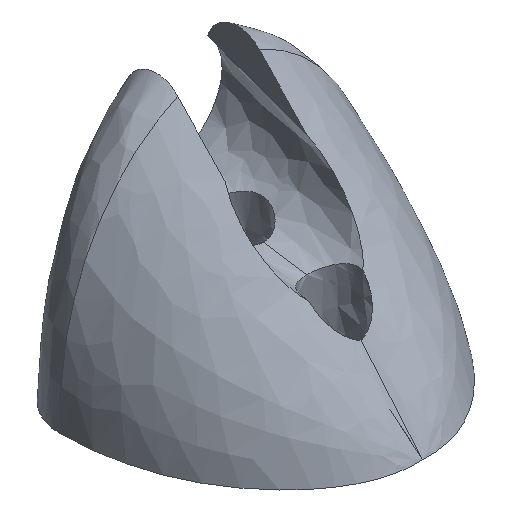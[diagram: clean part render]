
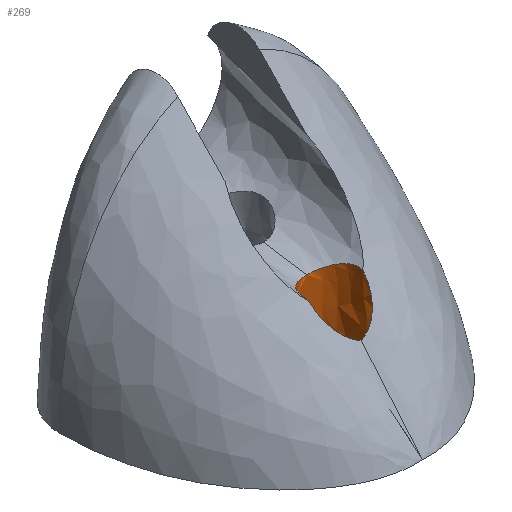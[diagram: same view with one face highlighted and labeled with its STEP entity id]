
A CAD part, isometric view. The second image highlights one B-rep face of the part: STEP entity #269.
In plain terms, the highlighted free-form (B-spline) face has degree [2, 1] with [9, 2] control points.
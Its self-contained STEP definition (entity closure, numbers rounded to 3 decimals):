
#73 = EDGE_CURVE('',#74,#74,#76,.T.);
#74 = VERTEX_POINT('',#75);
#75 = CARTESIAN_POINT('',(0.,34.66,
    6.796));
#76 = ( BOUNDED_CURVE() B_SPLINE_CURVE(2,(#77,#78,#79,#80,#81,#82,#83),
.UNSPECIFIED.,.T.,.F.) B_SPLINE_CURVE_WITH_KNOTS((3,2,2,3),(
    3.142,5.236,7.33,9.425),
.PIECEWISE_BEZIER_KNOTS.) CURVE() GEOMETRIC_REPRESENTATION_ITEM() 
RATIONAL_B_SPLINE_CURVE((1.,0.5,1.,0.5,1.,0.5,1.)) REPRESENTATION_ITEM(
  '') );
#77 = CARTESIAN_POINT('',(0.,34.66,
    6.796));
#78 = CARTESIAN_POINT('',(14.125,34.66,6.796
    ));
#79 = CARTESIAN_POINT('',(7.063,22.427,6.796)
  );
#80 = CARTESIAN_POINT('',(0.,10.194,
    6.796));
#81 = CARTESIAN_POINT('',(-7.063,22.427,6.796)
  );
#82 = CARTESIAN_POINT('',(-14.125,34.66,6.796
    ));
#83 = CARTESIAN_POINT('',(0.,34.66,
    6.796));
#269 = ADVANCED_FACE('',(#270),#351,.F.);
#270 = FACE_BOUND('',#271,.F.);
#271 = EDGE_LOOP('',(#272,#279,#298,#315,#332,#349,#350));
#272 = ORIENTED_EDGE('',*,*,#273,.T.);
#273 = EDGE_CURVE('',#74,#274,#276,.T.);
#274 = VERTEX_POINT('',#275);
#275 = CARTESIAN_POINT('',(0.,34.66,
    30.776));
#276 = B_SPLINE_CURVE_WITH_KNOTS('',1,(#277,#278),.UNSPECIFIED.,.F.,.F.,
  (2,2),(5.,22.643),.PIECEWISE_BEZIER_KNOTS.);
#277 = CARTESIAN_POINT('',(0.,34.66,
    6.796));
#278 = CARTESIAN_POINT('',(0.,34.66,
    30.776));
#279 = ORIENTED_EDGE('',*,*,#280,.F.);
#280 = EDGE_CURVE('',#281,#274,#283,.T.);
#281 = VERTEX_POINT('',#282);
#282 = CARTESIAN_POINT('',(8.137,25.957,
    32.314));
#283 = B_SPLINE_CURVE_WITH_KNOTS('',3,(#284,#285,#286,#287,#288,#289,
    #290,#291,#292,#293,#294,#295,#296,#297),.UNSPECIFIED.,.F.,.F.,(4,2,
    2,2,2,2,4),(0.959,1.055,1.197,
    1.431,1.663,1.811,1.957),
  .UNSPECIFIED.);
#284 = CARTESIAN_POINT('',(8.137,25.957,
    32.314));
#285 = CARTESIAN_POINT('',(8.165,26.381,
    32.394));
#286 = CARTESIAN_POINT('',(8.161,26.808,32.448
    ));
#287 = CARTESIAN_POINT('',(8.065,27.874,32.515
    ));
#288 = CARTESIAN_POINT('',(7.934,28.497,
    32.495));
#289 = CARTESIAN_POINT('',(7.396,30.099,
    32.324));
#290 = CARTESIAN_POINT('',(6.873,31.015,32.1
    ));
#291 = CARTESIAN_POINT('',(5.535,32.58,31.625)
  );
#292 = CARTESIAN_POINT('',(4.726,33.231,
    31.375));
#293 = CARTESIAN_POINT('',(3.227,34.023,
    31.054));
#294 = CARTESIAN_POINT('',(2.604,34.262,
    30.951));
#295 = CARTESIAN_POINT('',(1.316,34.58,30.812
    ));
#296 = CARTESIAN_POINT('',(0.661,34.66,
    30.776));
#297 = CARTESIAN_POINT('',(0.,34.66,
    30.776));
#298 = ORIENTED_EDGE('',*,*,#299,.T.);
#299 = EDGE_CURVE('',#281,#300,#302,.T.);
#300 = VERTEX_POINT('',#301);
#301 = CARTESIAN_POINT('',(0.,18.349,21.868));
#302 = B_SPLINE_CURVE_WITH_KNOTS('',3,(#303,#304,#305,#306,#307,#308,
    #309,#310,#311,#312,#313,#314),.UNSPECIFIED.,.F.,.F.,(4,2,2,2,2,4),(
    0.02,0.259,0.477,0.715,
    1.078,1.267),.UNSPECIFIED.);
#303 = CARTESIAN_POINT('',(8.137,25.957,
    32.314));
#304 = CARTESIAN_POINT('',(8.088,25.238,
    31.502));
#305 = CARTESIAN_POINT('',(7.944,24.519,
    30.692));
#306 = CARTESIAN_POINT('',(7.48,23.187,
    29.175));
#307 = CARTESIAN_POINT('',(7.176,22.567,
    28.462));
#308 = CARTESIAN_POINT('',(6.36,21.342,
    27.013));
#309 = CARTESIAN_POINT('',(5.83,20.743,
    26.281));
#310 = CARTESIAN_POINT('',(4.232,19.422,
    24.524));
#311 = CARTESIAN_POINT('',(3.108,18.868,
    23.633));
#312 = CARTESIAN_POINT('',(1.32,18.432,
    22.521));
#313 = CARTESIAN_POINT('',(0.67,18.349,
    22.171));
#314 = CARTESIAN_POINT('',(0.,18.349,
    21.868));
#315 = ORIENTED_EDGE('',*,*,#316,.F.);
#316 = EDGE_CURVE('',#317,#300,#319,.T.);
#317 = VERTEX_POINT('',#318);
#318 = CARTESIAN_POINT('',(-8.137,25.957,
    32.314));
#319 = B_SPLINE_CURVE_WITH_KNOTS('',3,(#320,#321,#322,#323,#324,#325,
    #326,#327,#328,#329,#330,#331),.UNSPECIFIED.,.F.,.F.,(4,2,2,2,2,4),(
    0.02,0.259,0.477,0.715,
    1.078,1.267),.UNSPECIFIED.);
#320 = CARTESIAN_POINT('',(-8.137,25.957,
    32.314));
#321 = CARTESIAN_POINT('',(-8.088,25.238,
    31.502));
#322 = CARTESIAN_POINT('',(-7.944,24.519,
    30.692));
#323 = CARTESIAN_POINT('',(-7.48,23.187,
    29.175));
#324 = CARTESIAN_POINT('',(-7.176,22.567,
    28.462));
#325 = CARTESIAN_POINT('',(-6.36,21.342,
    27.013));
#326 = CARTESIAN_POINT('',(-5.83,20.743,
    26.281));
#327 = CARTESIAN_POINT('',(-4.232,19.422,
    24.524));
#328 = CARTESIAN_POINT('',(-3.108,18.868,
    23.633));
#329 = CARTESIAN_POINT('',(-1.32,18.432,
    22.521));
#330 = CARTESIAN_POINT('',(-0.67,18.349,
    22.171));
#331 = CARTESIAN_POINT('',(0.,18.349,
    21.868));
#332 = ORIENTED_EDGE('',*,*,#333,.T.);
#333 = EDGE_CURVE('',#317,#274,#334,.T.);
#334 = B_SPLINE_CURVE_WITH_KNOTS('',3,(#335,#336,#337,#338,#339,#340,
    #341,#342,#343,#344,#345,#346,#347,#348),.UNSPECIFIED.,.F.,.F.,(4,2,
    2,2,2,2,4),(0.959,1.055,1.197,
    1.431,1.663,1.811,1.957),
  .UNSPECIFIED.);
#335 = CARTESIAN_POINT('',(-8.137,25.957,
    32.314));
#336 = CARTESIAN_POINT('',(-8.165,26.381,
    32.394));
#337 = CARTESIAN_POINT('',(-8.161,26.808,
    32.448));
#338 = CARTESIAN_POINT('',(-8.065,27.874,
    32.515));
#339 = CARTESIAN_POINT('',(-7.934,28.497,
    32.495));
#340 = CARTESIAN_POINT('',(-7.396,30.099,
    32.324));
#341 = CARTESIAN_POINT('',(-6.873,31.015,
    32.1));
#342 = CARTESIAN_POINT('',(-5.535,32.58,31.625
    ));
#343 = CARTESIAN_POINT('',(-4.726,33.231,
    31.375));
#344 = CARTESIAN_POINT('',(-3.227,34.023,
    31.054));
#345 = CARTESIAN_POINT('',(-2.604,34.262,
    30.951));
#346 = CARTESIAN_POINT('',(-1.316,34.58,
    30.812));
#347 = CARTESIAN_POINT('',(-0.661,34.66,
    30.776));
#348 = CARTESIAN_POINT('',(0.,34.66,
    30.776));
#349 = ORIENTED_EDGE('',*,*,#273,.F.);
#350 = ORIENTED_EDGE('',*,*,#73,.F.);
#351 = ( BOUNDED_SURFACE() B_SPLINE_SURFACE(2,1,(
    (#352,#353)
    ,(#354,#355)
    ,(#356,#357)
    ,(#358,#359)
    ,(#360,#361)
    ,(#362,#363)
    ,(#364,#365)
    ,(#366,#367)
,(#368,#369
    )),.UNSPECIFIED.,.T.,.F.,.F.) B_SPLINE_SURFACE_WITH_KNOTS((3,2,2,2,3
    ),(2,2),(-3.142,-2.094,0.,2.094,
    3.142),(5.,23.909),.UNSPECIFIED.) 
GEOMETRIC_REPRESENTATION_ITEM() RATIONAL_B_SPLINE_SURFACE((
    (0.75,0.75)
    ,(0.75,0.75)
    ,(1.,1.)
    ,(0.5,0.5)
    ,(1.,1.)
    ,(0.5,0.5)
    ,(1.,1.)
    ,(0.75,0.75)
,(0.75,0.75))) REPRESENTATION_ITEM('') SURFACE() );
#352 = CARTESIAN_POINT('',(0.,34.66,6.796));
#353 = CARTESIAN_POINT('',(0.,34.66,32.497));
#354 = CARTESIAN_POINT('',(-4.708,34.66,
    6.796));
#355 = CARTESIAN_POINT('',(-4.708,34.66,
    32.497));
#356 = CARTESIAN_POINT('',(-7.063,30.582,6.796
    ));
#357 = CARTESIAN_POINT('',(-7.063,30.582,
    32.497));
#358 = CARTESIAN_POINT('',(-14.125,18.349,
    6.796));
#359 = CARTESIAN_POINT('',(-14.125,18.349,
    32.497));
#360 = CARTESIAN_POINT('',(0.,18.349,6.796));
#361 = CARTESIAN_POINT('',(0.,18.349,32.497));
#362 = CARTESIAN_POINT('',(14.125,18.349,
    6.796));
#363 = CARTESIAN_POINT('',(14.125,18.349,
    32.497));
#364 = CARTESIAN_POINT('',(7.063,30.582,6.796)
  );
#365 = CARTESIAN_POINT('',(7.063,30.582,32.497
    ));
#366 = CARTESIAN_POINT('',(4.708,34.66,6.796
    ));
#367 = CARTESIAN_POINT('',(4.708,34.66,
    32.497));
#368 = CARTESIAN_POINT('',(0.,34.66,6.796));
#369 = CARTESIAN_POINT('',(0.,34.66,32.497));
